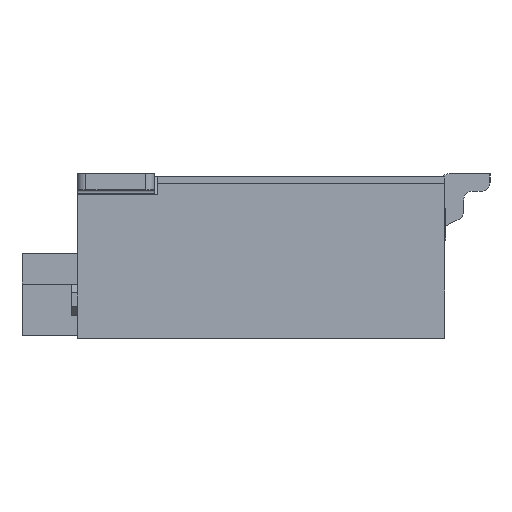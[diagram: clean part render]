
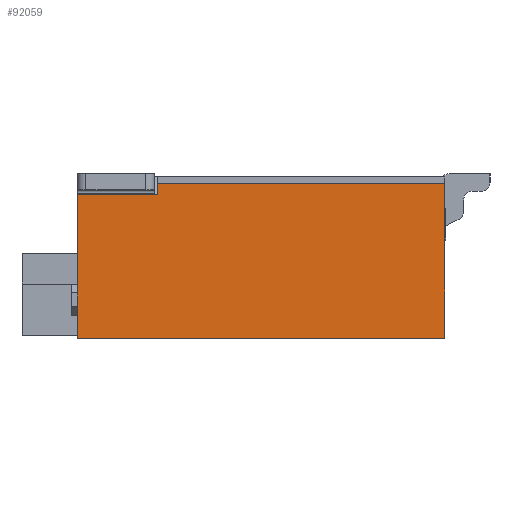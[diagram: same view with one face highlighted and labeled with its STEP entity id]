
A CAD part, left-side view. The second image highlights one B-rep face of the part: STEP entity #92059.
In plain terms, the highlighted planar face has unit normal (-1, 0, 0).
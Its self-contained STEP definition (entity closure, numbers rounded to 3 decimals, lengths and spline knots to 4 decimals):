
#1=DIRECTION('',(0.,-1.,0.));
#2=VECTOR('',#1,4.45);
#3=CARTESIAN_POINT('',(-17.975,1.6,1.145));
#4=LINE('',#3,#2);
#13=DIRECTION('',(0.,0.,-1.));
#14=VECTOR('',#13,0.17);
#15=CARTESIAN_POINT('',(-17.975,1.6,1.145));
#16=LINE('',#15,#14);
#194=DIRECTION('',(0.,1.,0.));
#195=VECTOR('',#194,5.7);
#196=CARTESIAN_POINT('',(-17.975,-2.85,-1.255));
#197=LINE('',#196,#195);
#386=DIRECTION('',(0.,0.,-1.));
#387=VECTOR('',#386,2.4);
#388=CARTESIAN_POINT('',(-17.975,-2.85,1.145));
#389=LINE('',#388,#387);
#14369=DIRECTION('',(0.,-1.,0.));
#14370=VECTOR('',#14369,1.25);
#14371=CARTESIAN_POINT('',(-17.975,2.85,0.975));
#14372=LINE('',#14371,#14370);
#14395=DIRECTION('',(0.,0.,1.));
#14396=VECTOR('',#14395,2.23);
#14397=CARTESIAN_POINT('',(-17.975,2.85,-1.255));
#14398=LINE('',#14397,#14396);
#72039=CARTESIAN_POINT('',(-17.975,1.6,1.145));
#72040=CARTESIAN_POINT('',(-17.975,-2.85,1.145));
#72041=VERTEX_POINT('',#72039);
#72042=VERTEX_POINT('',#72040);
#72043=CARTESIAN_POINT('',(-17.975,1.6,0.975));
#72044=VERTEX_POINT('',#72043);
#72045=CARTESIAN_POINT('',(-17.975,2.85,0.975));
#72046=VERTEX_POINT('',#72045);
#72047=CARTESIAN_POINT('',(-17.975,2.85,-1.255));
#72048=VERTEX_POINT('',#72047);
#72049=CARTESIAN_POINT('',(-17.975,-2.85,-1.255));
#72050=VERTEX_POINT('',#72049);
#92040=CARTESIAN_POINT('',(-17.975,0.,-0.055));
#92041=DIRECTION('',(1.,0.,0.));
#92042=DIRECTION('',(0.,-1.,0.));
#92043=AXIS2_PLACEMENT_3D('',#92040,#92041,#92042);
#92044=PLANE('',#92043);
#92046=ORIENTED_EDGE('',*,*,#92045,.T.);
#92048=ORIENTED_EDGE('',*,*,#92047,.T.);
#92050=ORIENTED_EDGE('',*,*,#92049,.T.);
#92052=ORIENTED_EDGE('',*,*,#92051,.T.);
#92054=ORIENTED_EDGE('',*,*,#92053,.T.);
#92056=ORIENTED_EDGE('',*,*,#92055,.F.);
#92057=EDGE_LOOP('',(#92046,#92048,#92050,#92052,#92054,#92056));
#92058=FACE_OUTER_BOUND('',#92057,.F.);
#92059=ADVANCED_FACE('',(#92058),#92044,.F.);
#92045=EDGE_CURVE('',#72041,#72042,#4,.T.);
#92047=EDGE_CURVE('',#72042,#72050,#389,.T.);
#92049=EDGE_CURVE('',#72050,#72048,#197,.T.);
#92051=EDGE_CURVE('',#72048,#72046,#14398,.T.);
#92053=EDGE_CURVE('',#72046,#72044,#14372,.T.);
#92055=EDGE_CURVE('',#72041,#72044,#16,.T.);
